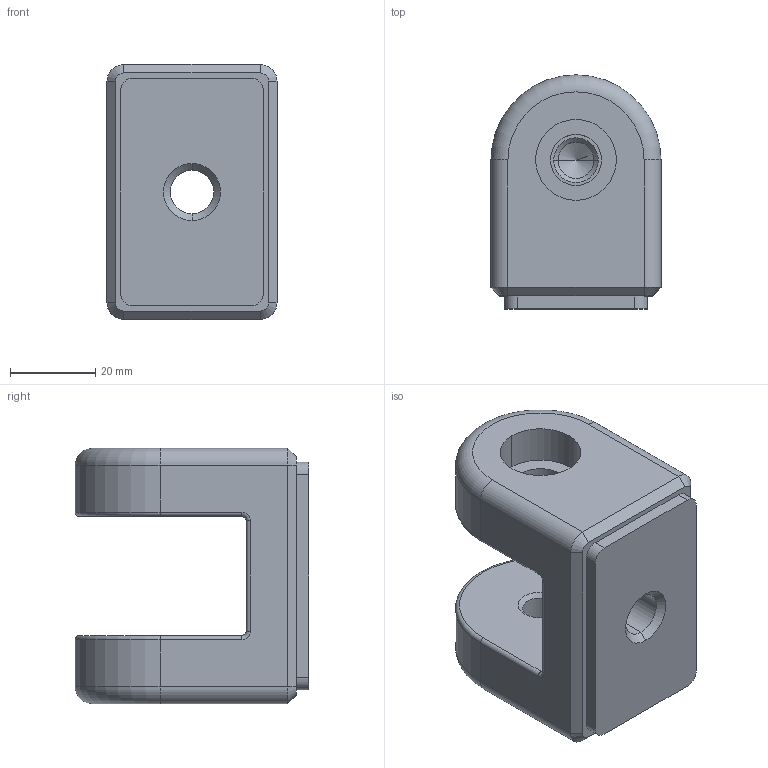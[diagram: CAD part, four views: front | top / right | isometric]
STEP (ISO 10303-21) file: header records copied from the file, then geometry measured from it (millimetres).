
FILE_DESCRIPTION (( 'STEP AP214' ), '1' );
FILE_NAME ('Connecteur femelle.STEP', '2023-07-20T12:33:12', ( '' ), ( '' ), 'SwSTEP 2.0', 'SolidWorks 2021', '' );
FILE_SCHEMA (( 'AUTOMOTIVE_DESIGN' ));
Length unit declared in the file: millimetre
Products named in the file (1): Connecteur femelle
Bounding box: 40 x 55 x 60 mm (x, y, z)
Volume: 73023.4 mm3; surface area: 15791.2 mm2
Topology: 1 solids, 1 shells, 63 faces, 147 edges, 87 vertices
Faces by surface type: cylinder 26, plane 18, cone 10, torus 9
Entity records: 1864 total; most frequent: DIRECTION 344, CARTESIAN_POINT 296, ORIENTED_EDGE 290, EDGE_CURVE 145, AXIS2_PLACEMENT_3D 135, VERTEX_POINT 87, VECTOR 74, LINE 74
